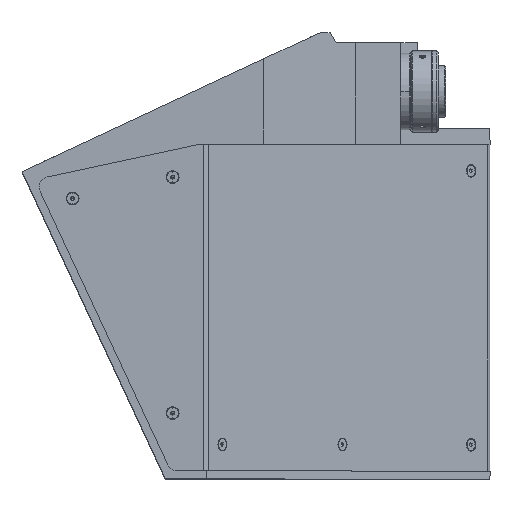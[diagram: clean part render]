
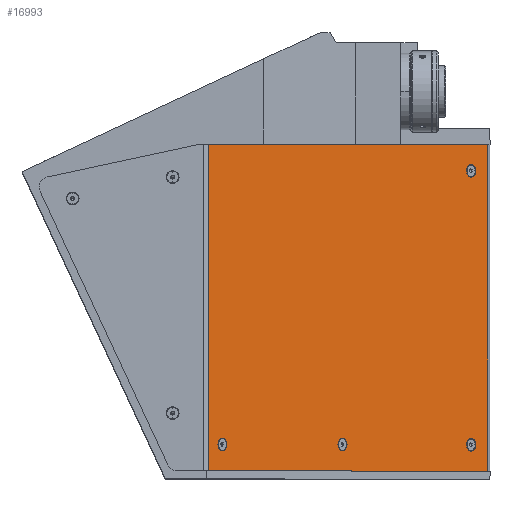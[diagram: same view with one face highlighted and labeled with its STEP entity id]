
A CAD part, top view. The second image highlights one B-rep face of the part: STEP entity #16993.
In plain terms, the highlighted planar face has unit normal (0.707, 0, 0.707).
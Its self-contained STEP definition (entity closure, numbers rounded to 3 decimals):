
#46 = CARTESIAN_POINT ( 'NONE',  ( -38.544, -91., 178.228 ) ) ;
#865 = ORIENTED_EDGE ( 'NONE', *, *, #2005, .F. ) ;
#1154 = AXIS2_PLACEMENT_3D ( 'NONE', #6161, #7596, #7499 ) ;
#1170 = DIRECTION ( 'NONE',  ( 0.707, 0., 0.707 ) ) ;
#1654 = FACE_BOUND ( 'NONE', #11189, .T. ) ;
#1718 = VECTOR ( 'NONE', #10561, 1000. ) ;
#1729 = DIRECTION ( 'NONE',  ( 0.707, 0., -0.707 ) ) ;
#1848 = VERTEX_POINT ( 'NONE', #13635 ) ;
#1957 = AXIS2_PLACEMENT_3D ( 'NONE', #10862, #15946, #16115 ) ;
#2005 = EDGE_CURVE ( 'NONE', #15102, #4894, #5692, .T. ) ;
#2018 = DIRECTION ( 'NONE',  ( 0.707, 0., -0.707 ) ) ;
#2144 = CARTESIAN_POINT ( 'NONE',  ( -39.716, 70., 179.4 ) ) ;
#2372 = CARTESIAN_POINT ( 'NONE',  ( 88.492, -78., 51.192 ) ) ;
#2538 = CIRCLE ( 'NONE', #1957, 3.15 ) ;
#2569 = FACE_BOUND ( 'NONE', #6044, .T. ) ;
#2638 = VECTOR ( 'NONE', #9008, 1000. ) ;
#2773 = CARTESIAN_POINT ( 'NONE',  ( 25.086, -78., 114.598 ) ) ;
#3028 = VERTEX_POINT ( 'NONE', #5817 ) ;
#3044 = EDGE_CURVE ( 'NONE', #14045, #3762, #10893, .T. ) ;
#3133 = CIRCLE ( 'NONE', #5699, 3.15 ) ;
#3663 = VERTEX_POINT ( 'NONE', #7685 ) ;
#3723 = ORIENTED_EDGE ( 'NONE', *, *, #5023, .F. ) ;
#3762 = VERTEX_POINT ( 'NONE', #10781 ) ;
#3915 = VERTEX_POINT ( 'NONE', #10956 ) ;
#3932 = EDGE_LOOP ( 'NONE', ( #4811, #5625, #9261, #10489 ) ) ;
#4230 = CARTESIAN_POINT ( 'NONE',  ( -31.849, -78., 171.534 ) ) ;
#4239 = LINE ( 'NONE', #9686, #13344 ) ;
#4425 = DIRECTION ( 'NONE',  ( 0., -1., 0. ) ) ;
#4467 = CARTESIAN_POINT ( 'NONE',  ( 98.828, 70., 40.856 ) ) ;
#4627 = VERTEX_POINT ( 'NONE', #6716 ) ;
#4811 = ORIENTED_EDGE ( 'NONE', *, *, #10663, .T. ) ;
#4825 = EDGE_CURVE ( 'NONE', #3663, #9562, #15516, .T. ) ;
#4894 = VERTEX_POINT ( 'NONE', #15782 ) ;
#4905 = LINE ( 'NONE', #2144, #2638 ) ;
#4971 = CARTESIAN_POINT ( 'NONE',  ( -31.849, -78., 171.534 ) ) ;
#5023 = EDGE_CURVE ( 'NONE', #14817, #3028, #12101, .T. ) ;
#5233 = AXIS2_PLACEMENT_3D ( 'NONE', #16799, #10306, #2018 ) ;
#5260 = DIRECTION ( 'NONE',  ( 0.707, 0., -0.707 ) ) ;
#5375 = CARTESIAN_POINT ( 'NONE',  ( -39.716, -91., 179.4 ) ) ;
#5480 = AXIS2_PLACEMENT_3D ( 'NONE', #17274, #1170, #17534 ) ;
#5544 = DIRECTION ( 'NONE',  ( 0., 1., 0. ) ) ;
#5559 = AXIS2_PLACEMENT_3D ( 'NONE', #16385, #9623, #5260 ) ;
#5625 = ORIENTED_EDGE ( 'NONE', *, *, #3044, .T. ) ;
#5688 = VECTOR ( 'NONE', #5544, 1000. ) ;
#5692 = CIRCLE ( 'NONE', #1154, 3.15 ) ;
#5699 = AXIS2_PLACEMENT_3D ( 'NONE', #4230, #15451, #8337 ) ;
#5817 = CARTESIAN_POINT ( 'NONE',  ( 92.947, 57., 46.738 ) ) ;
#6044 = EDGE_LOOP ( 'NONE', ( #13229, #16969 ) ) ;
#6161 = CARTESIAN_POINT ( 'NONE',  ( 27.314, -78., 112.371 ) ) ;
#6220 = EDGE_LOOP ( 'NONE', ( #15525, #865 ) ) ;
#6716 = CARTESIAN_POINT ( 'NONE',  ( -38.544, 70., 178.228 ) ) ;
#6905 = PLANE ( 'NONE',  #12928 ) ;
#6983 = AXIS2_PLACEMENT_3D ( 'NONE', #15517, #12836, #1729 ) ;
#7077 = FACE_BOUND ( 'NONE', #6220, .T. ) ;
#7499 = DIRECTION ( 'NONE',  ( 0.707, 0., -0.707 ) ) ;
#7519 = CARTESIAN_POINT ( 'NONE',  ( 88.492, 57., 51.192 ) ) ;
#7596 = DIRECTION ( 'NONE',  ( 0.707, 0., 0.707 ) ) ;
#7685 = CARTESIAN_POINT ( 'NONE',  ( 92.947, -78., 46.738 ) ) ;
#8087 = EDGE_CURVE ( 'NONE', #3915, #1848, #9371, .T. ) ;
#8333 = DIRECTION ( 'NONE',  ( -0.707, 0., 0.707 ) ) ;
#8337 = DIRECTION ( 'NONE',  ( 0.707, 0., -0.707 ) ) ;
#9008 = DIRECTION ( 'NONE',  ( 0.707, 0., -0.707 ) ) ;
#9088 = ORIENTED_EDGE ( 'NONE', *, *, #9947, .F. ) ;
#9261 = ORIENTED_EDGE ( 'NONE', *, *, #14399, .F. ) ;
#9371 = CIRCLE ( 'NONE', #9940, 3.15 ) ;
#9506 = CIRCLE ( 'NONE', #5233, 3.15 ) ;
#9562 = VERTEX_POINT ( 'NONE', #2372 ) ;
#9623 = DIRECTION ( 'NONE',  ( 0.707, 0., 0.707 ) ) ;
#9686 = CARTESIAN_POINT ( 'NONE',  ( -38.544, 70., 178.228 ) ) ;
#9939 = CARTESIAN_POINT ( 'NONE',  ( -39.716, 70., 179.4 ) ) ;
#9940 = AXIS2_PLACEMENT_3D ( 'NONE', #4971, #10413, #14575 ) ;
#9947 = EDGE_CURVE ( 'NONE', #9562, #3663, #2538, .T. ) ;
#10280 = CARTESIAN_POINT ( 'NONE',  ( 98.828, -91., 40.856 ) ) ;
#10306 = DIRECTION ( 'NONE',  ( 0.707, 0., 0.707 ) ) ;
#10413 = DIRECTION ( 'NONE',  ( 0.707, 0., 0.707 ) ) ;
#10476 = EDGE_CURVE ( 'NONE', #4627, #10636, #4239, .T. ) ;
#10489 = ORIENTED_EDGE ( 'NONE', *, *, #10476, .T. ) ;
#10561 = DIRECTION ( 'NONE',  ( 0.707, 0., -0.707 ) ) ;
#10636 = VERTEX_POINT ( 'NONE', #46 ) ;
#10663 = EDGE_CURVE ( 'NONE', #10636, #14045, #17579, .T. ) ;
#10781 = CARTESIAN_POINT ( 'NONE',  ( 98.828, 70., 40.856 ) ) ;
#10862 = CARTESIAN_POINT ( 'NONE',  ( 90.719, -78., 48.965 ) ) ;
#10893 = LINE ( 'NONE', #4467, #5688 ) ;
#10956 = CARTESIAN_POINT ( 'NONE',  ( -29.622, -78., 169.306 ) ) ;
#11008 = EDGE_CURVE ( 'NONE', #1848, #3915, #3133, .T. ) ;
#11189 = EDGE_LOOP ( 'NONE', ( #17318, #9088 ) ) ;
#12023 = ORIENTED_EDGE ( 'NONE', *, *, #15571, .F. ) ;
#12101 = CIRCLE ( 'NONE', #5559, 3.15 ) ;
#12331 = FACE_BOUND ( 'NONE', #15360, .T. ) ;
#12836 = DIRECTION ( 'NONE',  ( 0.707, 0., 0.707 ) ) ;
#12928 = AXIS2_PLACEMENT_3D ( 'NONE', #9939, #16096, #8333 ) ;
#13157 = CIRCLE ( 'NONE', #5480, 3.15 ) ;
#13229 = ORIENTED_EDGE ( 'NONE', *, *, #8087, .F. ) ;
#13344 = VECTOR ( 'NONE', #4425, 1000. ) ;
#13635 = CARTESIAN_POINT ( 'NONE',  ( -34.077, -78., 173.761 ) ) ;
#14045 = VERTEX_POINT ( 'NONE', #10280 ) ;
#14399 = EDGE_CURVE ( 'NONE', #4627, #3762, #4905, .T. ) ;
#14575 = DIRECTION ( 'NONE',  ( 0.707, 0., -0.707 ) ) ;
#14584 = EDGE_CURVE ( 'NONE', #4894, #15102, #13157, .T. ) ;
#14758 = FACE_OUTER_BOUND ( 'NONE', #3932, .T. ) ;
#14817 = VERTEX_POINT ( 'NONE', #7519 ) ;
#15102 = VERTEX_POINT ( 'NONE', #2773 ) ;
#15360 = EDGE_LOOP ( 'NONE', ( #12023, #3723 ) ) ;
#15451 = DIRECTION ( 'NONE',  ( 0.707, 0., 0.707 ) ) ;
#15516 = CIRCLE ( 'NONE', #6983, 3.15 ) ;
#15517 = CARTESIAN_POINT ( 'NONE',  ( 90.719, -78., 48.965 ) ) ;
#15525 = ORIENTED_EDGE ( 'NONE', *, *, #14584, .F. ) ;
#15571 = EDGE_CURVE ( 'NONE', #3028, #14817, #9506, .T. ) ;
#15782 = CARTESIAN_POINT ( 'NONE',  ( 29.541, -78., 110.143 ) ) ;
#15946 = DIRECTION ( 'NONE',  ( 0.707, 0., 0.707 ) ) ;
#16096 = DIRECTION ( 'NONE',  ( -0.707, 0., -0.707 ) ) ;
#16115 = DIRECTION ( 'NONE',  ( 0.707, 0., -0.707 ) ) ;
#16385 = CARTESIAN_POINT ( 'NONE',  ( 90.719, 57., 48.965 ) ) ;
#16799 = CARTESIAN_POINT ( 'NONE',  ( 90.719, 57., 48.965 ) ) ;
#16969 = ORIENTED_EDGE ( 'NONE', *, *, #11008, .F. ) ;
#16993 = ADVANCED_FACE ( 'NONE', ( #7077, #2569, #1654, #12331, #14758 ), #6905, .F. ) ;
#17274 = CARTESIAN_POINT ( 'NONE',  ( 27.314, -78., 112.371 ) ) ;
#17318 = ORIENTED_EDGE ( 'NONE', *, *, #4825, .F. ) ;
#17534 = DIRECTION ( 'NONE',  ( 0.707, 0., -0.707 ) ) ;
#17579 = LINE ( 'NONE', #5375, #1718 ) ;
